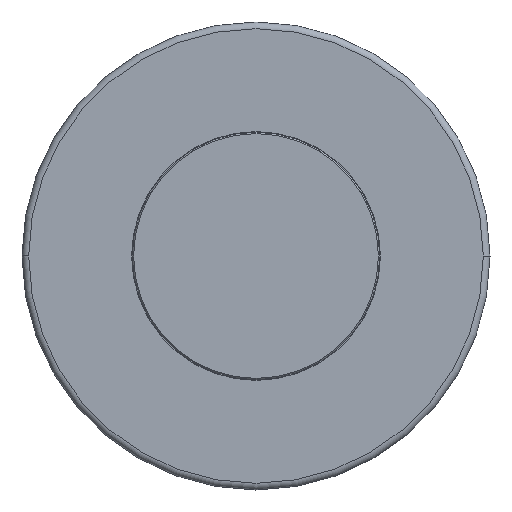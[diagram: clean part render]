
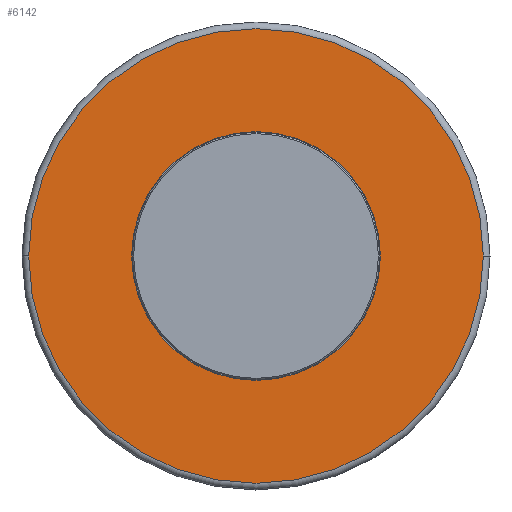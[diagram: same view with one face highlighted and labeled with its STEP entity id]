
A CAD part, left-side view. The second image highlights one B-rep face of the part: STEP entity #6142.
In plain terms, the highlighted planar face has unit normal (-1, 0, 0).
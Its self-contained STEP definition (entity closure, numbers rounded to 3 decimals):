
#4143 = ORIENTED_EDGE ( 'NONE', *, *, #108081, .F. ) ;
#6142 = ADVANCED_FACE ( 'NONE', ( #170482, #17387 ), #34973, .T. ) ;
#14074 = AXIS2_PLACEMENT_3D ( 'NONE', #122761, #16889, #139993 ) ;
#15875 = DIRECTION ( 'NONE',  ( 0., -1., 0. ) ) ;
#16889 = DIRECTION ( 'NONE',  ( -1., 0., 0. ) ) ;
#17387 = FACE_BOUND ( 'NONE', #45392, .T. ) ;
#20409 = CIRCLE ( 'NONE', #137422, 84.5 ) ;
#27058 = ORIENTED_EDGE ( 'NONE', *, *, #141628, .T. ) ;
#34973 = PLANE ( 'NONE',  #54781 ) ;
#36109 = CARTESIAN_POINT ( 'NONE',  ( -44.8, 0., 0. ) ) ;
#41794 = DIRECTION ( 'NONE',  ( -1., 0., 0. ) ) ;
#45392 = EDGE_LOOP ( 'NONE', ( #211306, #4143 ) ) ;
#46486 = CARTESIAN_POINT ( 'NONE',  ( -44.8, 84.5, 0. ) ) ;
#50460 = DIRECTION ( 'NONE',  ( -1., 0., 0. ) ) ;
#54781 = AXIS2_PLACEMENT_3D ( 'NONE', #222541, #172268, #205953 ) ;
#57448 = EDGE_CURVE ( 'NONE', #184265, #82515, #156125, .T. ) ;
#63878 = AXIS2_PLACEMENT_3D ( 'NONE', #142372, #41794, #92066 ) ;
#64580 = ORIENTED_EDGE ( 'NONE', *, *, #116836, .T. ) ;
#82515 = VERTEX_POINT ( 'NONE', #104660 ) ;
#92066 = DIRECTION ( 'NONE',  ( 0., -1., 0. ) ) ;
#104660 = CARTESIAN_POINT ( 'NONE',  ( -44.8, 46.25, 0. ) ) ;
#108081 = EDGE_CURVE ( 'NONE', #82515, #184265, #220600, .T. ) ;
#116836 = EDGE_CURVE ( 'NONE', #135478, #191295, #188451, .T. ) ;
#122761 = CARTESIAN_POINT ( 'NONE',  ( -44.8, 0., 0. ) ) ;
#127583 = EDGE_LOOP ( 'NONE', ( #64580, #27058 ) ) ;
#128482 = CARTESIAN_POINT ( 'NONE',  ( -44.8, 0., 0. ) ) ;
#135478 = VERTEX_POINT ( 'NONE', #177879 ) ;
#137422 = AXIS2_PLACEMENT_3D ( 'NONE', #36109, #50460, #15875 ) ;
#139993 = DIRECTION ( 'NONE',  ( 0., -1., 0. ) ) ;
#141628 = EDGE_CURVE ( 'NONE', #191295, #135478, #20409, .T. ) ;
#142372 = CARTESIAN_POINT ( 'NONE',  ( -44.8, 0., 0. ) ) ;
#145671 = DIRECTION ( 'NONE',  ( -1., 0., 0. ) ) ;
#156125 = CIRCLE ( 'NONE', #63878, 46.25 ) ;
#170482 = FACE_OUTER_BOUND ( 'NONE', #127583, .T. ) ;
#172268 = DIRECTION ( 'NONE',  ( -1., 0., 0. ) ) ;
#172549 = AXIS2_PLACEMENT_3D ( 'NONE', #128482, #145671, #213067 ) ;
#177879 = CARTESIAN_POINT ( 'NONE',  ( -44.8, -84.5, 0. ) ) ;
#184265 = VERTEX_POINT ( 'NONE', #184600 ) ;
#184600 = CARTESIAN_POINT ( 'NONE',  ( -44.8, -46.25, 0. ) ) ;
#188451 = CIRCLE ( 'NONE', #14074, 84.5 ) ;
#191295 = VERTEX_POINT ( 'NONE', #46486 ) ;
#205953 = DIRECTION ( 'NONE',  ( 0., -1., 0. ) ) ;
#211306 = ORIENTED_EDGE ( 'NONE', *, *, #57448, .F. ) ;
#213067 = DIRECTION ( 'NONE',  ( 0., -1., 0. ) ) ;
#220600 = CIRCLE ( 'NONE', #172549, 46.25 ) ;
#222541 = CARTESIAN_POINT ( 'NONE',  ( -44.8, 0., 46.25 ) ) ;
